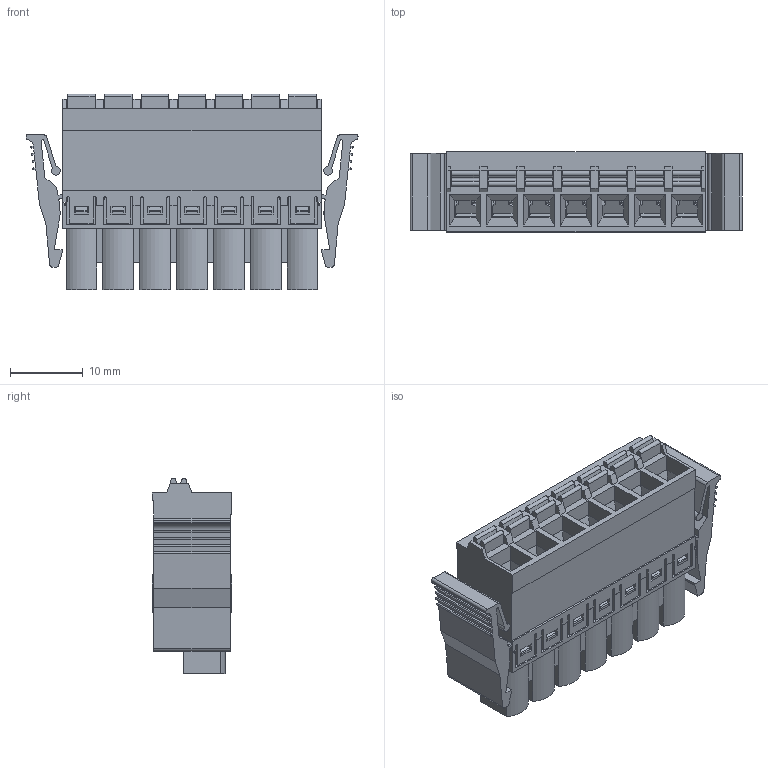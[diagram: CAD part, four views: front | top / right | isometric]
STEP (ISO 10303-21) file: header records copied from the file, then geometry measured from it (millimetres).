
FILE_DESCRIPTION(/* description */ ('Unknown'),/* implementation_level */ '2;1');
FILE_NAME(/* name */ '691304530007',/* time_stamp */ '2021-06-02T17:35:45+02:00',/* author */ ('Unknown'),/* organization */ ('Unknown'),/* preprocessor_version */ 'ST-DEVELOPER v16.7',/* originating_system */ 'Solid Edge',/* authorisation */ 'Unknown');
FILE_SCHEMA (('CONFIG_CONTROL_DESIGN','TECHNICAL_DATA_PACKAGING','AUTOMOTIVE_DESIGN {1 0 10303 214 3 1 1}'));
Length unit declared in the file: millimetre
Products named in the file (6): 6913045300xx; 691304530007; 691304530007_Bas; 6913045300xx_Levier; 6913045300xx_Lamelle; 6913045300xx_Pin
Assembly tree (23 placements, depth 2):
  6913045300xx
    691304530007
    691304530007_Bas
    6913045300xx_Levier  x7
    6913045300xx_Lamelle  x7
    6913045300xx_Pin  x7
Bounding box: 45.72 x 11 x 26.91 mm (x, y, z)
Volume: 5079.5 mm3; surface area: 15259.3 mm2
Topology: 23 solids, 23 shells, 2793 faces, 7792 edges, 5066 vertices
Faces by surface type: plane 2092, cylinder 673, bspline 21, cone 7
Full cylindrical faces by diameter (mm): 1.5 x7, 3 x7
Entity records: 48797 total; most frequent: CARTESIAN_POINT 8758, ORIENTED_EDGE 8542, DIRECTION 7771, EDGE_CURVE 4271, LINE 3851, VECTOR 3851, VERTEX_POINT 2790, AXIS2_PLACEMENT_3D 1960
